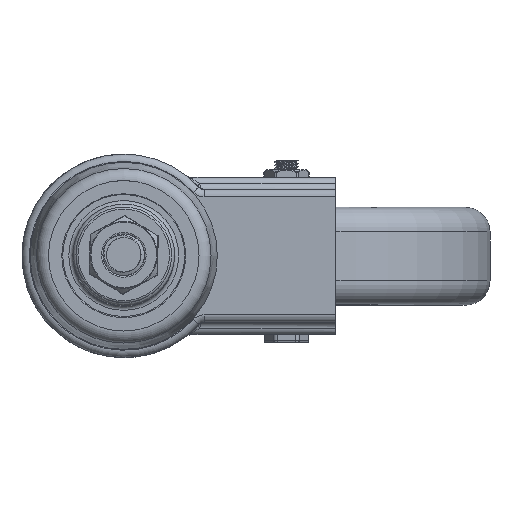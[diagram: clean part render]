
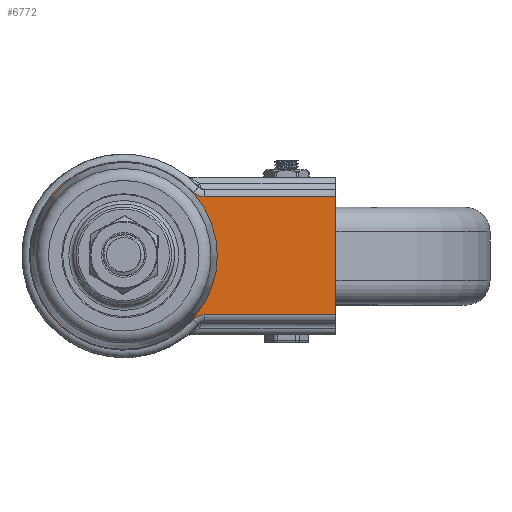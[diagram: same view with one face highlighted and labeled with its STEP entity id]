
A CAD part, top view. The second image highlights one B-rep face of the part: STEP entity #6772.
In plain terms, the highlighted planar face has unit normal (0, 0, 1).
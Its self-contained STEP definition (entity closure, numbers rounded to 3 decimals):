
#582=FACE_BOUND('',#2081,.T.);
#646=PLANE('',#7532);
#790=LINE('',#10749,#1085);
#800=LINE('',#11011,#1095);
#832=LINE('',#11853,#1127);
#1085=VECTOR('',#8552,1000.);
#1095=VECTOR('',#8598,1000.);
#1127=VECTOR('',#8728,1000.);
#1613=FACE_OUTER_BOUND('',#2080,.T.);
#2080=EDGE_LOOP('',(#4976,#4977,#4978,#4979,#4980,#4981));
#2081=EDGE_LOOP('',(#4982));
#2515=CIRCLE('',#7397,21.);
#2557=CIRCLE('',#7465,23.2);
#2579=CIRCLE('',#7528,3.6);
#2580=CIRCLE('',#7533,3.6);
#2937=VERTEX_POINT('',#10470);
#2994=VERTEX_POINT('',#10742);
#2997=VERTEX_POINT('',#10747);
#2998=VERTEX_POINT('',#10751);
#2999=VERTEX_POINT('',#10752);
#3022=VERTEX_POINT('',#11008);
#3023=VERTEX_POINT('',#11010);
#3597=EDGE_CURVE('',#2937,#2937,#2515,.T.);
#3675=EDGE_CURVE('',#2997,#2994,#790,.T.);
#3676=EDGE_CURVE('',#2998,#2999,#2557,.T.);
#3706=EDGE_CURVE('',#3022,#3023,#800,.T.);
#3756=EDGE_CURVE('',#2999,#2997,#2579,.T.);
#3759=EDGE_CURVE('',#3022,#2994,#832,.T.);
#3762=EDGE_CURVE('',#3023,#2998,#2580,.T.);
#4976=ORIENTED_EDGE('',*,*,#3675,.F.);
#4977=ORIENTED_EDGE('',*,*,#3756,.F.);
#4978=ORIENTED_EDGE('',*,*,#3676,.F.);
#4979=ORIENTED_EDGE('',*,*,#3762,.F.);
#4980=ORIENTED_EDGE('',*,*,#3706,.F.);
#4981=ORIENTED_EDGE('',*,*,#3759,.T.);
#4982=ORIENTED_EDGE('',*,*,#3597,.T.);
#6772=ADVANCED_FACE('',(#1613,#582),#646,.T.);
#7397=AXIS2_PLACEMENT_3D('',#10471,#8394,#8395);
#7465=AXIS2_PLACEMENT_3D('',#10753,#8555,#8556);
#7528=AXIS2_PLACEMENT_3D('',#11848,#8721,#8722);
#7532=AXIS2_PLACEMENT_3D('',#11857,#8732,#8733);
#7533=AXIS2_PLACEMENT_3D('',#11858,#8734,#8735);
#8394=DIRECTION('center_axis',(0.,0.,-1.));
#8395=DIRECTION('ref_axis',(-1.,0.,0.));
#8552=DIRECTION('',(1.,0.,0.));
#8555=DIRECTION('center_axis',(0.,0.,-1.));
#8556=DIRECTION('ref_axis',(-1.,0.,0.));
#8598=DIRECTION('',(-1.,0.,0.));
#8721=DIRECTION('center_axis',(0.,0.,1.));
#8722=DIRECTION('ref_axis',(-0.403,-0.915,0.));
#8728=DIRECTION('',(0.,1.,0.));
#8732=DIRECTION('center_axis',(0.,0.,1.));
#8733=DIRECTION('ref_axis',(1.,0.,0.));
#8734=DIRECTION('center_axis',(0.,0.,1.));
#8735=DIRECTION('ref_axis',(-0.403,0.915,0.));
#10470=CARTESIAN_POINT('',(21.,0.,-12.5));
#10471=CARTESIAN_POINT('Origin',(0.,0.,-12.5));
#10742=CARTESIAN_POINT('',(52.,14.5,-12.5));
#10747=CARTESIAN_POINT('',(19.764,14.5,-12.5));
#10749=CARTESIAN_POINT('',(17.739,14.5,-12.5));
#10751=CARTESIAN_POINT('',(17.109,-15.669,-12.5));
#10752=CARTESIAN_POINT('',(17.109,15.669,-12.5));
#10753=CARTESIAN_POINT('Origin',(0.,0.,-12.5));
#11008=CARTESIAN_POINT('',(52.,-14.5,-12.5));
#11010=CARTESIAN_POINT('',(19.764,-14.5,-12.5));
#11011=CARTESIAN_POINT('',(17.739,-14.5,-12.5));
#11848=CARTESIAN_POINT('Origin',(19.764,18.1,-12.5));
#11853=CARTESIAN_POINT('',(52.,-16.3,-12.5));
#11857=CARTESIAN_POINT('Origin',(0.,0.,-12.5));
#11858=CARTESIAN_POINT('Origin',(19.764,-18.1,-12.5));
